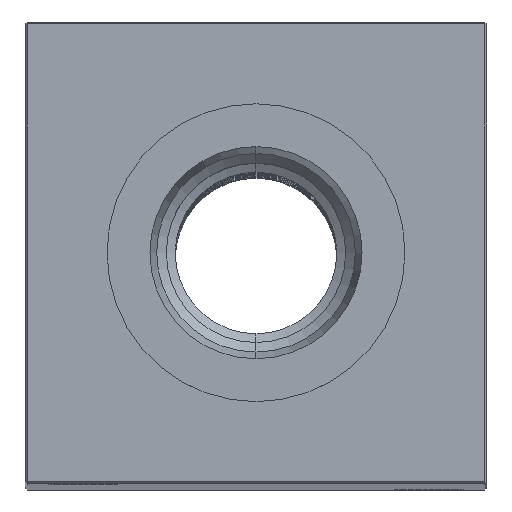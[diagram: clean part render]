
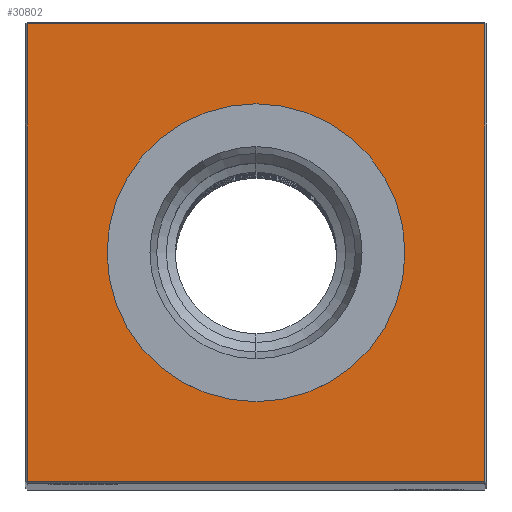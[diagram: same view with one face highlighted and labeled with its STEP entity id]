
A CAD part, top view. The second image highlights one B-rep face of the part: STEP entity #30802.
In plain terms, the highlighted planar face has unit normal (0, 0, 1).
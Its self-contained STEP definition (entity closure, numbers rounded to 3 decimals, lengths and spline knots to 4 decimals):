
#1401 = VERTEX_POINT ( 'NONE', #26850 ) ;
#2965 = CIRCLE ( 'NONE', #5086, 0.8071 ) ;
#3022 = CARTESIAN_POINT ( 'NONE',  ( 0., 0., 20.5 ) ) ;
#3524 = ORIENTED_EDGE ( 'NONE', *, *, #15845, .T. ) ;
#3797 = ORIENTED_EDGE ( 'NONE', *, *, #13502, .T. ) ;
#3834 = DIRECTION ( 'NONE',  ( -1., 0., 0. ) ) ;
#5086 = AXIS2_PLACEMENT_3D ( 'NONE', #7842, #17082, #27286 ) ;
#5175 = VERTEX_POINT ( 'NONE', #7610 ) ;
#5192 = LINE ( 'NONE', #24799, #6089 ) ;
#5355 = DIRECTION ( 'NONE',  ( 0., 0., -1. ) ) ;
#5665 = EDGE_CURVE ( 'NONE', #12403, #29761, #14362, .T. ) ;
#5777 = EDGE_LOOP ( 'NONE', ( #13315, #3797 ) ) ;
#6089 = VECTOR ( 'NONE', #27130, 39.3701 ) ;
#6183 = CARTESIAN_POINT ( 'NONE',  ( 0., -0.8071, 20.5 ) ) ;
#6670 = DIRECTION ( 'NONE',  ( 1., 0., 0. ) ) ;
#6920 = VECTOR ( 'NONE', #26285, 39.3701 ) ;
#7610 = CARTESIAN_POINT ( 'NONE',  ( 1.24, 1.24, 20.5 ) ) ;
#7661 = DIRECTION ( 'NONE',  ( 0., -1., 0. ) ) ;
#7842 = CARTESIAN_POINT ( 'NONE',  ( 0., 0., 20.5 ) ) ;
#7849 = ORIENTED_EDGE ( 'NONE', *, *, #29962, .T. ) ;
#8730 = AXIS2_PLACEMENT_3D ( 'NONE', #9968, #26568, #3834 ) ;
#9794 = FACE_BOUND ( 'NONE', #5777, .T. ) ;
#9968 = CARTESIAN_POINT ( 'NONE',  ( 0., 0., 20.5 ) ) ;
#11726 = LINE ( 'NONE', #31455, #6920 ) ;
#12403 = VERTEX_POINT ( 'NONE', #13097 ) ;
#12612 = AXIS2_PLACEMENT_3D ( 'NONE', #3022, #5355, #15556 ) ;
#13097 = CARTESIAN_POINT ( 'NONE',  ( -1.24, -1.24, 20.5 ) ) ;
#13315 = ORIENTED_EDGE ( 'NONE', *, *, #20659, .T. ) ;
#13502 = EDGE_CURVE ( 'NONE', #30362, #22479, #2965, .T. ) ;
#13689 = CIRCLE ( 'NONE', #12612, 0.8071 ) ;
#14362 = LINE ( 'NONE', #24068, #15688 ) ;
#14780 = EDGE_LOOP ( 'NONE', ( #7849, #22858, #3524, #16638 ) ) ;
#15556 = DIRECTION ( 'NONE',  ( -1., 0., 0. ) ) ;
#15688 = VECTOR ( 'NONE', #6670, 39.3701 ) ;
#15845 = EDGE_CURVE ( 'NONE', #29761, #5175, #5192, .T. ) ;
#16372 = PLANE ( 'NONE',  #8730 ) ;
#16638 = ORIENTED_EDGE ( 'NONE', *, *, #26950, .T. ) ;
#17077 = CARTESIAN_POINT ( 'NONE',  ( 0., 0.8071, 20.5 ) ) ;
#17082 = DIRECTION ( 'NONE',  ( 0., 0., -1. ) ) ;
#20659 = EDGE_CURVE ( 'NONE', #22479, #30362, #13689, .T. ) ;
#22479 = VERTEX_POINT ( 'NONE', #17077 ) ;
#22858 = ORIENTED_EDGE ( 'NONE', *, *, #5665, .T. ) ;
#24068 = CARTESIAN_POINT ( 'NONE',  ( 0., -1.24, 20.5 ) ) ;
#24285 = VECTOR ( 'NONE', #7661, 39.3701 ) ;
#24799 = CARTESIAN_POINT ( 'NONE',  ( 1.24, 0., 20.5 ) ) ;
#25231 = CARTESIAN_POINT ( 'NONE',  ( -1.24, 0., 20.5 ) ) ;
#26285 = DIRECTION ( 'NONE',  ( -1., 0., 0. ) ) ;
#26416 = CARTESIAN_POINT ( 'NONE',  ( 1.24, -1.24, 20.5 ) ) ;
#26568 = DIRECTION ( 'NONE',  ( 0., 0., -1. ) ) ;
#26850 = CARTESIAN_POINT ( 'NONE',  ( -1.24, 1.24, 20.5 ) ) ;
#26950 = EDGE_CURVE ( 'NONE', #5175, #1401, #11726, .T. ) ;
#27130 = DIRECTION ( 'NONE',  ( 0., 1., 0. ) ) ;
#27286 = DIRECTION ( 'NONE',  ( -1., 0., 0. ) ) ;
#27900 = LINE ( 'NONE', #25231, #24285 ) ;
#29761 = VERTEX_POINT ( 'NONE', #26416 ) ;
#29962 = EDGE_CURVE ( 'NONE', #1401, #12403, #27900, .T. ) ;
#30362 = VERTEX_POINT ( 'NONE', #6183 ) ;
#30802 = ADVANCED_FACE ( 'NONE', ( #32693, #9794 ), #16372, .F. ) ;
#31455 = CARTESIAN_POINT ( 'NONE',  ( 0., 1.24, 20.5 ) ) ;
#32693 = FACE_OUTER_BOUND ( 'NONE', #14780, .T. ) ;
